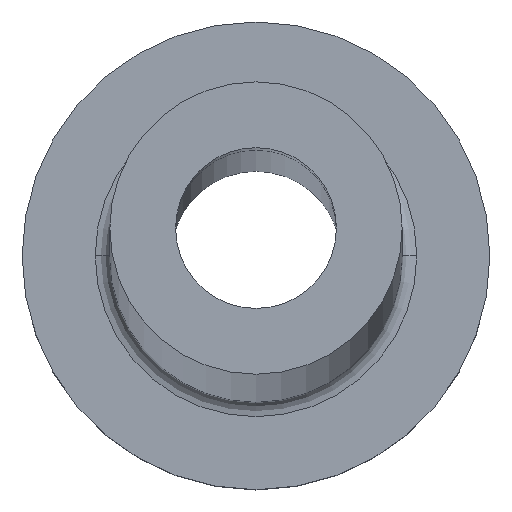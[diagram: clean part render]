
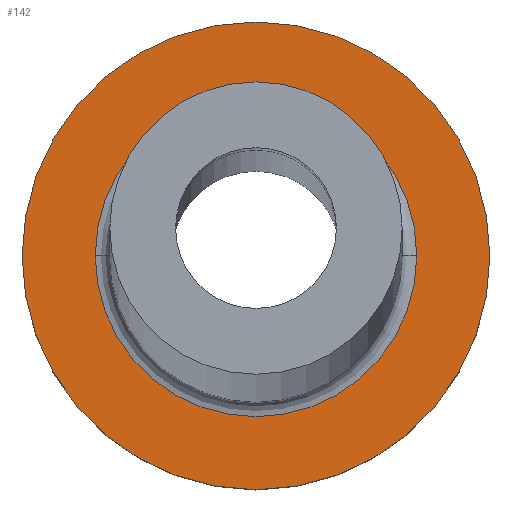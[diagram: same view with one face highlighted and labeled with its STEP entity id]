
A CAD part, top view. The second image highlights one B-rep face of the part: STEP entity #142.
In plain terms, the highlighted planar face has unit normal (0, 0, 1).
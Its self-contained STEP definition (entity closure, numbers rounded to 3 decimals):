
#3 = CARTESIAN_POINT ( 'NONE',  ( 5.5, 0., 5. ) ) ;
#23 = DIRECTION ( 'NONE',  ( 1., 0., 0. ) ) ;
#40 = VERTEX_POINT ( 'NONE', #84 ) ;
#48 = FACE_BOUND ( 'NONE', #366, .T. ) ;
#51 = CIRCLE ( 'NONE', #121, 5.5 ) ;
#77 = VERTEX_POINT ( 'NONE', #3 ) ;
#84 = CARTESIAN_POINT ( 'NONE',  ( -5.5, 0., 5. ) ) ;
#102 = CARTESIAN_POINT ( 'NONE',  ( -8., 0., 5. ) ) ;
#121 = AXIS2_PLACEMENT_3D ( 'NONE', #146, #367, #461 ) ;
#137 = AXIS2_PLACEMENT_3D ( 'NONE', #453, #181, #425 ) ;
#139 = ORIENTED_EDGE ( 'NONE', *, *, #351, .T. ) ;
#142 = ADVANCED_FACE ( 'NONE', ( #48, #344 ), #198, .T. ) ;
#146 = CARTESIAN_POINT ( 'NONE',  ( 0., 0., 5. ) ) ;
#152 = CIRCLE ( 'NONE', #137, 8. ) ;
#155 = DIRECTION ( 'NONE',  ( 1., 0., 0. ) ) ;
#181 = DIRECTION ( 'NONE',  ( 0., 0., 1. ) ) ;
#198 = PLANE ( 'NONE',  #428 ) ;
#208 = AXIS2_PLACEMENT_3D ( 'NONE', #223, #337, #155 ) ;
#223 = CARTESIAN_POINT ( 'NONE',  ( 0., 0., 5. ) ) ;
#231 = CARTESIAN_POINT ( 'NONE',  ( 8., 0., 5. ) ) ;
#243 = EDGE_CURVE ( 'NONE', #77, #40, #51, .T. ) ;
#270 = CARTESIAN_POINT ( 'NONE',  ( 0., 0., 5. ) ) ;
#274 = EDGE_LOOP ( 'NONE', ( #395, #139 ) ) ;
#281 = ORIENTED_EDGE ( 'NONE', *, *, #243, .T. ) ;
#284 = EDGE_CURVE ( 'NONE', #459, #360, #152, .T. ) ;
#305 = CARTESIAN_POINT ( 'NONE',  ( 0., 0., 5. ) ) ;
#329 = EDGE_CURVE ( 'NONE', #40, #77, #390, .T. ) ;
#330 = CIRCLE ( 'NONE', #442, 8. ) ;
#337 = DIRECTION ( 'NONE',  ( 0., 0., -1. ) ) ;
#344 = FACE_OUTER_BOUND ( 'NONE', #274, .T. ) ;
#351 = EDGE_CURVE ( 'NONE', #360, #459, #330, .T. ) ;
#360 = VERTEX_POINT ( 'NONE', #231 ) ;
#366 = EDGE_LOOP ( 'NONE', ( #281, #376 ) ) ;
#367 = DIRECTION ( 'NONE',  ( 0., 0., -1. ) ) ;
#376 = ORIENTED_EDGE ( 'NONE', *, *, #329, .T. ) ;
#390 = CIRCLE ( 'NONE', #208, 5.5 ) ;
#395 = ORIENTED_EDGE ( 'NONE', *, *, #284, .T. ) ;
#415 = DIRECTION ( 'NONE',  ( 1., 0., 0. ) ) ;
#425 = DIRECTION ( 'NONE',  ( 1., 0., 0. ) ) ;
#428 = AXIS2_PLACEMENT_3D ( 'NONE', #270, #450, #23 ) ;
#442 = AXIS2_PLACEMENT_3D ( 'NONE', #305, #447, #415 ) ;
#447 = DIRECTION ( 'NONE',  ( 0., 0., 1. ) ) ;
#450 = DIRECTION ( 'NONE',  ( 0., 0., 1. ) ) ;
#453 = CARTESIAN_POINT ( 'NONE',  ( 0., 0., 5. ) ) ;
#459 = VERTEX_POINT ( 'NONE', #102 ) ;
#461 = DIRECTION ( 'NONE',  ( 1., 0., 0. ) ) ;
